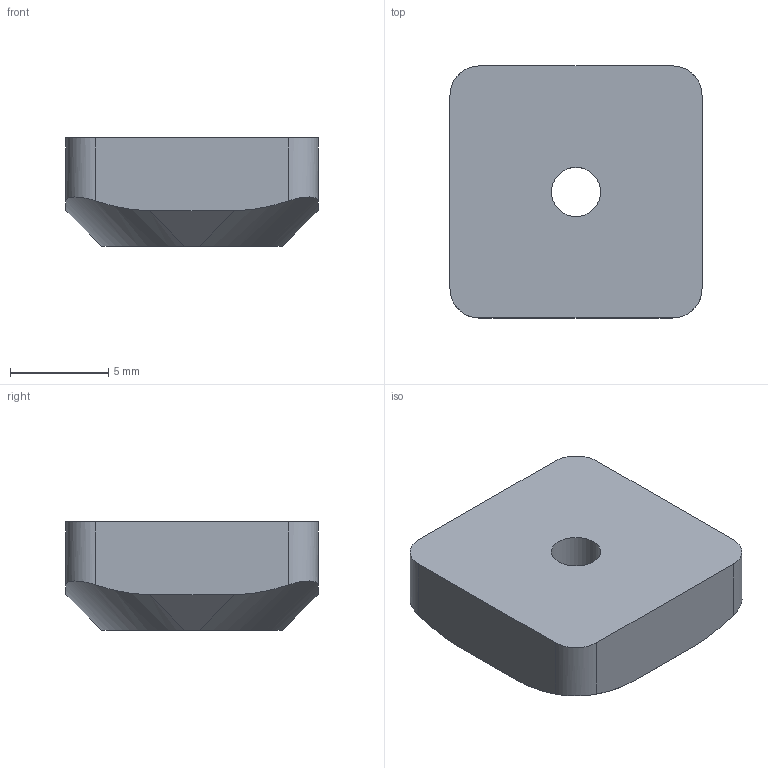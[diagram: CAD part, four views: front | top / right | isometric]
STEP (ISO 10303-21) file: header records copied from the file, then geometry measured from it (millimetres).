
FILE_DESCRIPTION(('STEP AP203'),'1');
FILE_NAME('FIXE08N1040.stp','2023-10-23T12:54:17',(' '),(' '),'Spatial InterOp 3D',' ',' ');
FILE_SCHEMA(('CONFIG_CONTROL_DESIGN'));
Length unit declared in the file: millimetre
Products named in the file (1): Ecrou carré 8 45 M3
Bounding box: 12.8 x 12.8 x 5.5 mm (x, y, z)
Volume: 764.6 mm3; surface area: 554.9 mm2
Topology: 1 solids, 1 shells, 19 faces, 52 edges, 35 vertices
Faces by surface type: plane 10, cylinder 9
Full cylindrical faces by diameter (mm): 2.5 x1
Entity records: 818 total; most frequent: CARTESIAN_POINT 164, DIRECTION 104, ORIENTED_EDGE 100, EDGE_CURVE 50, AXIS2_PLACEMENT_3D 38, VERTEX_POINT 34, LINE 28, VECTOR 28
